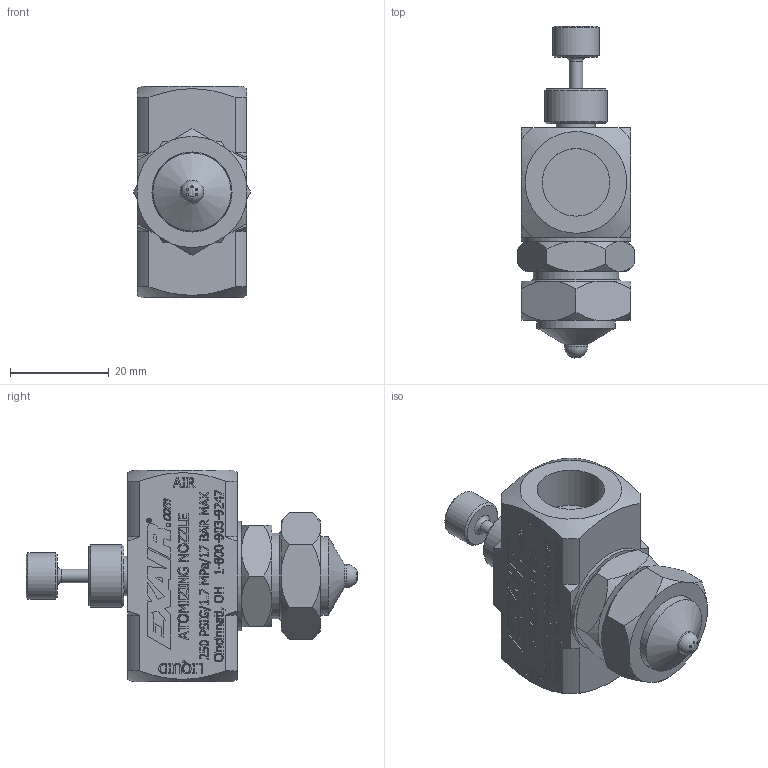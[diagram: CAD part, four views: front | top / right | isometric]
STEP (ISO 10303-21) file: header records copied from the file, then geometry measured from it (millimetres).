
FILE_DESCRIPTION((''),'2;1');
FILE_NAME('AW1010SS.stp','2011-04-13T13:34:36',('Michael Witt'),(''),'Autodesk Inventor 2011','Autodesk Inventor 2011','');
FILE_SCHEMA(('AUTOMOTIVE_DESIGN { 1 0 10303 214 1 1 1 1 }'));
Length unit declared in the file: inch
Products named in the file (1): AW1010SS for assembly_Shrinkwrap_1
Bounding box: 23.83 x 67.33 x 42.86 mm (x, y, z)
Volume: 26416.2 mm3; surface area: 8448.5 mm2
Topology: 1 solids, 1 shells, 1337 faces, 3622 edges, 2411 vertices
Faces by surface type: plane 814, bspline 444, cone 46, cylinder 31, torus 1, sphere 1
Full cylindrical faces by diameter (mm): 0.508 x6, 1.575 x1, 2.794 x2, 4.143 x1, 4.166 x1, 4.763 x1, 7.938 x1, 9.525 x2, 12.7 x1, 13.716 x2, 15.875 x1, 16.256 x1, 17.277 x1, 19.05 x1, 22.225 x1
Entity records: 44212 total; most frequent: CARTESIAN_POINT 13897, ORIENTED_EDGE 7124, DIRECTION 4471, EDGE_CURVE 3562, VECTOR 2491, LINE 2491, VERTEX_POINT 2392, EDGE_LOOP 1512
